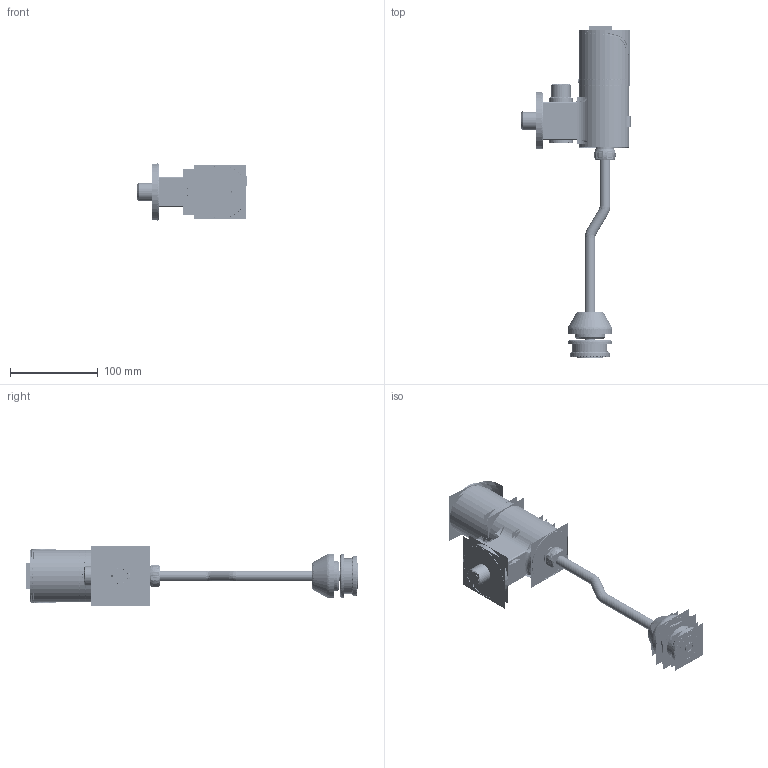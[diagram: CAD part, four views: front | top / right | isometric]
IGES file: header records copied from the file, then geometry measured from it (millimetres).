
Start section:  PTC IGES file: 3D_FFAS8834-000500BC0_D0.igs
Global section: file name: 3D_FFAS8834-000500BC0_D0.igs; native system: Creo Parametric by PTC Inc.; preprocessor: 2019224; author: 10114203; organization: Unknown; date: 20210414.140100; units: millimetre
Bounding box: 125.1 x 378.16 x 67.62 mm (x, y, z)
Surface area: 1938424.1 mm2 (no closed solid volume)
Topology: 0 solids, 0 shells, 12406 faces, 224063 edges, 300624 vertices
Faces by surface type: revolution 10826, bspline 1552, extrusion 28
